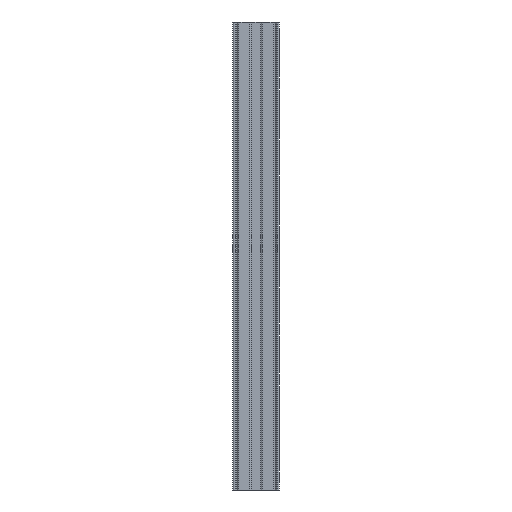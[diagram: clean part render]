
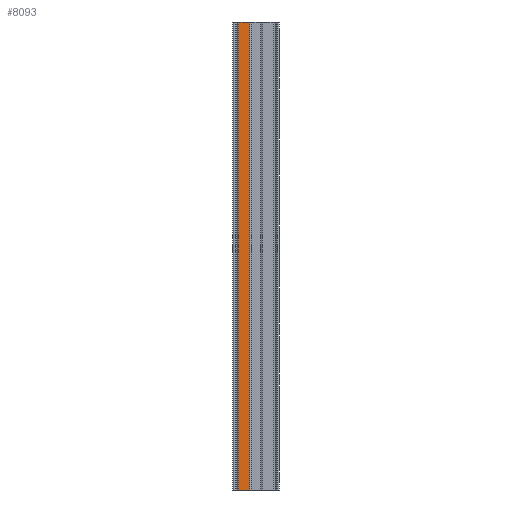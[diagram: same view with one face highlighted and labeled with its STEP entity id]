
A CAD part, left-side view. The second image highlights one B-rep face of the part: STEP entity #8093.
In plain terms, the highlighted planar face has unit normal (-1, 0, 0).
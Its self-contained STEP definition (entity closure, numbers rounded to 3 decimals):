
#581 = VECTOR ( 'NONE', #14453, 1000. ) ;
#692 = CARTESIAN_POINT ( 'NONE',  ( -22.5, 9.6, 84. ) ) ;
#1056 = DIRECTION ( 'NONE',  ( 1., 0., 0. ) ) ;
#1123 = EDGE_CURVE ( 'NONE', #8895, #12743, #4096, .T. ) ;
#2334 = DIRECTION ( 'NONE',  ( 0., 1., 0. ) ) ;
#2594 = LINE ( 'NONE', #5366, #581 ) ;
#2626 = ORIENTED_EDGE ( 'NONE', *, *, #6779, .F. ) ;
#2759 = AXIS2_PLACEMENT_3D ( 'NONE', #4534, #1056, #2334 ) ;
#2858 = VECTOR ( 'NONE', #7365, 1000. ) ;
#3354 = EDGE_LOOP ( 'NONE', ( #3568, #12130, #2626, #8524 ) ) ;
#3568 = ORIENTED_EDGE ( 'NONE', *, *, #13283, .F. ) ;
#4096 = LINE ( 'NONE', #14195, #2858 ) ;
#4516 = LINE ( 'NONE', #6396, #11536 ) ;
#4534 = CARTESIAN_POINT ( 'NONE',  ( -22.5, 15., 16. ) ) ;
#5366 = CARTESIAN_POINT ( 'NONE',  ( -22.5, 14.293, 84. ) ) ;
#5672 = PLANE ( 'NONE',  #2759 ) ;
#6396 = CARTESIAN_POINT ( 'NONE',  ( -22.5, 13.086, 16. ) ) ;
#6779 = EDGE_CURVE ( 'NONE', #14253, #12743, #2594, .T. ) ;
#7365 = DIRECTION ( 'NONE',  ( 0., 0., 1. ) ) ;
#8093 = ADVANCED_FACE ( 'NONE', ( #9384 ), #5672, .F. ) ;
#8496 = CARTESIAN_POINT ( 'NONE',  ( -22.5, 13.086, 84. ) ) ;
#8524 = ORIENTED_EDGE ( 'NONE', *, *, #9540, .T. ) ;
#8653 = DIRECTION ( 'NONE',  ( 0., 1., 0. ) ) ;
#8895 = VERTEX_POINT ( 'NONE', #13421 ) ;
#8948 = VERTEX_POINT ( 'NONE', #11134 ) ;
#9285 = LINE ( 'NONE', #14500, #12707 ) ;
#9384 = FACE_OUTER_BOUND ( 'NONE', #3354, .T. ) ;
#9540 = EDGE_CURVE ( 'NONE', #14253, #8948, #4516, .T. ) ;
#11134 = CARTESIAN_POINT ( 'NONE',  ( -22.5, 13.086, -68. ) ) ;
#11164 = DIRECTION ( 'NONE',  ( 0., 0., -1. ) ) ;
#11536 = VECTOR ( 'NONE', #11164, 1000. ) ;
#12130 = ORIENTED_EDGE ( 'NONE', *, *, #1123, .T. ) ;
#12707 = VECTOR ( 'NONE', #8653, 1000. ) ;
#12743 = VERTEX_POINT ( 'NONE', #692 ) ;
#13283 = EDGE_CURVE ( 'NONE', #8895, #8948, #9285, .T. ) ;
#13421 = CARTESIAN_POINT ( 'NONE',  ( -22.5, 9.6, -68. ) ) ;
#14195 = CARTESIAN_POINT ( 'NONE',  ( -22.5, 9.6, 16. ) ) ;
#14253 = VERTEX_POINT ( 'NONE', #8496 ) ;
#14453 = DIRECTION ( 'NONE',  ( 0., -1., 0. ) ) ;
#14500 = CARTESIAN_POINT ( 'NONE',  ( -22.5, 9.1, -68. ) ) ;
